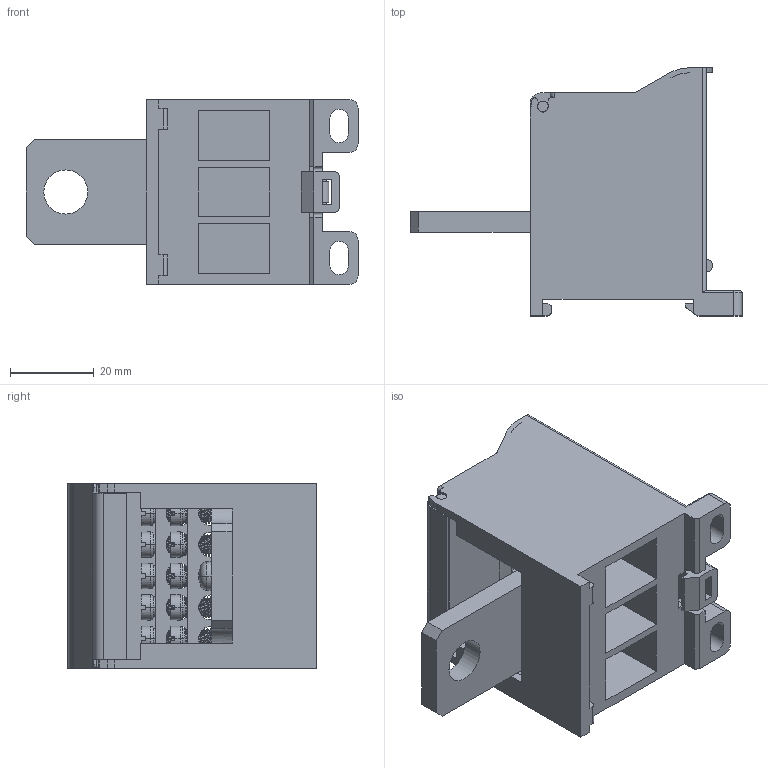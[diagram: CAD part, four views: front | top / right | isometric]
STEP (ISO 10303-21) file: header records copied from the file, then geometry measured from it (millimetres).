
FILE_DESCRIPTION((''),'2;1');
FILE_NAME('8YB754782-7','2022-02-11T',('ASUS'),(''),'PRO/ENGINEER BY PARAMETRIC TECHNOLOGY CORPORATION, 2013230','PRO/ENGINEER BY PARAMETRIC TECHNOLOGY CORPORATION, 2013230','');
FILE_SCHEMA(('CONFIG_CONTROL_DESIGN'));
Products named in the file (1): 8YB754782-7
Bounding box: 79.2 x 59.2 x 44 mm (x, y, z)
Volume: 40835.3 mm3; surface area: 37714.7 mm2
Topology: 1 solids, 5 shells, 1278 faces, 4029 edges, 2599 vertices
Faces by surface type: cylinder 452, plane 402, bspline 296, cone 77, torus 29, sphere 22
Entity records: 96444 total; most frequent: CARTESIAN_POINT 64414, ORIENTED_EDGE 8008, DIRECTION 4850, EDGE_CURVE 4004, VERTEX_POINT 2599, B_SPLINE_CURVE_WITH_KNOTS 1782, AXIS2_PLACEMENT_3D 1646, VECTOR 1558
